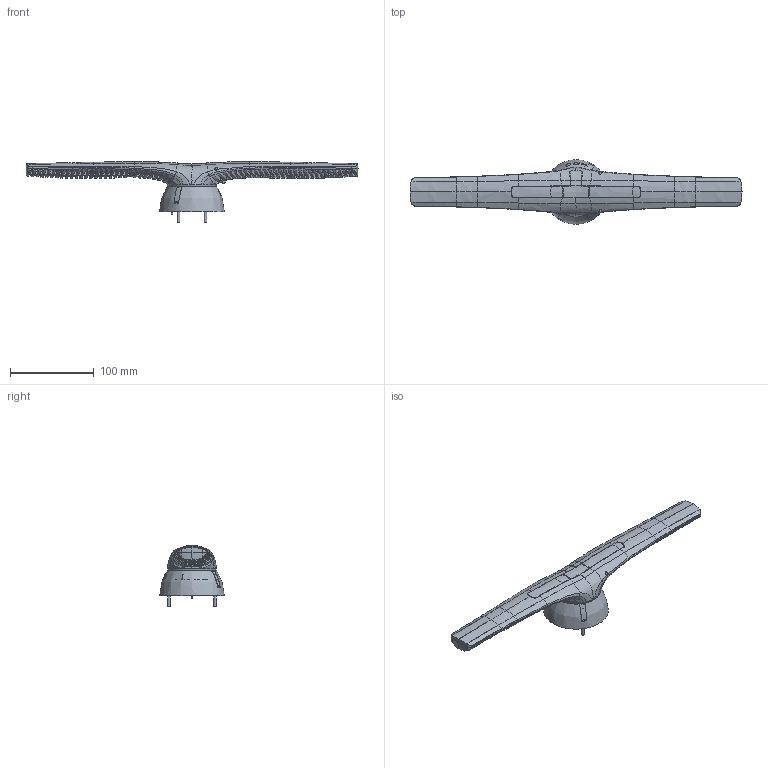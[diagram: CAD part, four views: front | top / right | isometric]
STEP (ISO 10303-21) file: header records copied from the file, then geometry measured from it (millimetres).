
FILE_DESCRIPTION(/* description */ (''),/* implementation_level */ '2;1');
FILE_NAME(/* name */ 'Mando tipo EI S5000F-4 60 mm.nuevo (2015-12).stp',/* time_stamp */ '2015-12-15T10:34:00+01:00',/* author */ ('david'),/* organization */ (''),/* preprocessor_version */ 'ST-DEVELOPER v15.6',/* originating_system */ 'Autodesk Inventor 2015',/* authorisation */ '');
FILE_SCHEMA (('AUTOMOTIVE_DESIGN { 1 0 10303 214 3 1 1 }'));
Products named in the file (1): Pieza1
Bounding box: 396 x 77 x 72.74 mm (x, y, z)
Volume: 240747.8 mm3; surface area: 118512.4 mm2
Topology: 3 solids, 3 shells, 2299 faces, 6622 edges, 4329 vertices
Faces by surface type: bspline 929, plane 811, cone 287, cylinder 202, torus 48, sphere 22
Full cylindrical faces by diameter (mm): 2 x1, 3 x2, 3.1 x2, 3.5 x2, 3.6 x2, 7.2 x1, 7.5 x2, 33.8 x1, 35.8 x1
Entity records: 111517 total; most frequent: CARTESIAN_POINT 57834, ORIENTED_EDGE 13090, DIRECTION 7379, EDGE_CURVE 6545, VERTEX_POINT 4309, B_SPLINE_CURVE_WITH_KNOTS 3419, AXIS2_PLACEMENT_3D 3056, EDGE_LOOP 2368
